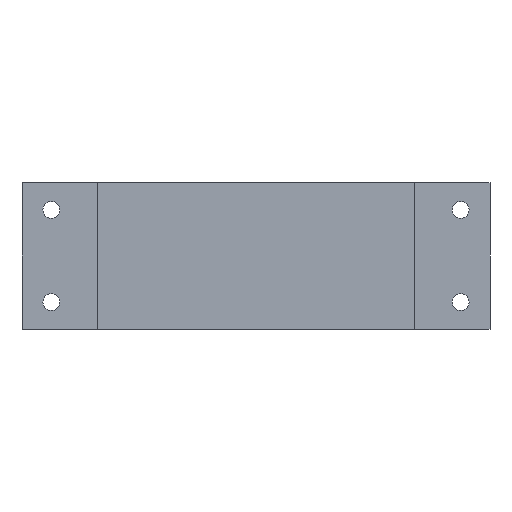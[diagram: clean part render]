
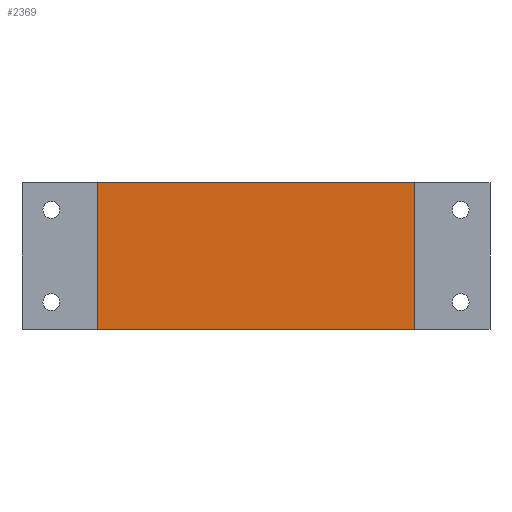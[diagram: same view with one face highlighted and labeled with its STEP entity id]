
A CAD part, front view. The second image highlights one B-rep face of the part: STEP entity #2369.
In plain terms, the highlighted planar face has unit normal (0, -1, 0).
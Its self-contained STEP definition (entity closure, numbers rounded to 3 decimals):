
#101=PLANE('',#2523);
#181=FACE_OUTER_BOUND('',#305,.T.);
#305=EDGE_LOOP('',(#1741,#1742,#1743,#1744));
#451=LINE('',#3379,#697);
#467=LINE('',#3412,#713);
#521=LINE('',#3551,#767);
#522=LINE('',#3552,#768);
#697=VECTOR('',#2711,10.);
#713=VECTOR('',#2737,10.);
#767=VECTOR('',#2869,10.);
#768=VECTOR('',#2870,10.);
#1043=VERTEX_POINT('',#3377);
#1044=VERTEX_POINT('',#3378);
#1055=VERTEX_POINT('',#3410);
#1056=VERTEX_POINT('',#3411);
#1275=EDGE_CURVE('',#1043,#1044,#451,.T.);
#1291=EDGE_CURVE('',#1055,#1056,#467,.T.);
#1361=EDGE_CURVE('',#1044,#1055,#521,.T.);
#1362=EDGE_CURVE('',#1056,#1043,#522,.T.);
#1741=ORIENTED_EDGE('',*,*,#1275,.T.);
#1742=ORIENTED_EDGE('',*,*,#1361,.T.);
#1743=ORIENTED_EDGE('',*,*,#1291,.T.);
#1744=ORIENTED_EDGE('',*,*,#1362,.T.);
#2369=ADVANCED_FACE('',(#181),#101,.T.);
#2523=AXIS2_PLACEMENT_3D('',#3550,#2867,#2868);
#2711=DIRECTION('',(0.,0.,1.));
#2737=DIRECTION('',(0.,0.,-1.));
#2867=DIRECTION('center_axis',(0.,-1.,0.));
#2868=DIRECTION('ref_axis',(0.,0.,-1.));
#2869=DIRECTION('',(-1.,0.,0.));
#2870=DIRECTION('',(1.,0.,0.));
#3377=CARTESIAN_POINT('',(54.49,-66.588,-26.444));
#3378=CARTESIAN_POINT('',(54.49,-66.588,8.556));
#3379=CARTESIAN_POINT('',(54.49,-66.588,-0.194));
#3410=CARTESIAN_POINT('',(-20.99,-66.588,8.556));
#3411=CARTESIAN_POINT('',(-20.99,-66.588,-26.444));
#3412=CARTESIAN_POINT('',(-20.99,-66.588,-0.194));
#3550=CARTESIAN_POINT('Origin',(-12.99,-66.588,8.556));
#3551=CARTESIAN_POINT('',(-12.99,-66.588,8.556));
#3552=CARTESIAN_POINT('',(-13.99,-66.588,-26.444));
